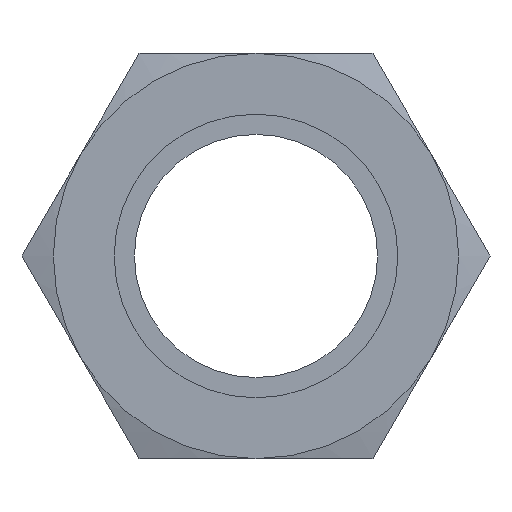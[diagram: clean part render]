
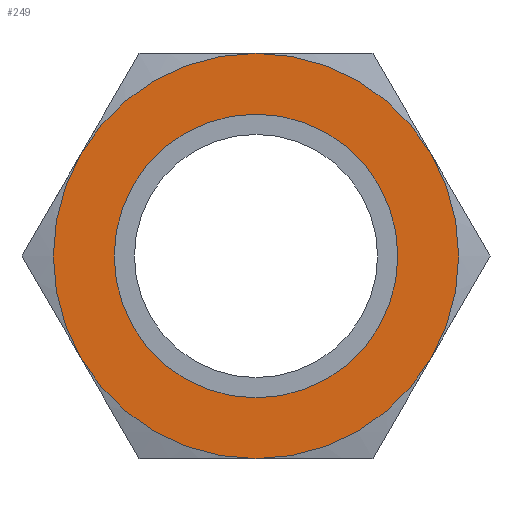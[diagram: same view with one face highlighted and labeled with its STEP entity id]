
A CAD part, left-side view. The second image highlights one B-rep face of the part: STEP entity #249.
In plain terms, the highlighted face is planar.
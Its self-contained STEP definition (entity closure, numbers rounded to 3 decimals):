
#249 = ADVANCED_FACE( '', ( #538, #539 ), #540, .F. );
#538 = FACE_BOUND( '', #886, .T. );
#539 = FACE_OUTER_BOUND( '', #887, .T. );
#540 = PLANE( '', #888 );
#886 = EDGE_LOOP( '', ( #1405 ) );
#887 = EDGE_LOOP( '', ( #1406, #1407, #1408, #1409, #1410, #1411 ) );
#888 = AXIS2_PLACEMENT_3D( '', #1412, #1413, #1414 );
#1405 = ORIENTED_EDGE( '', *, *, #2114, .F. );
#1406 = ORIENTED_EDGE( '', *, *, #2115, .T. );
#1407 = ORIENTED_EDGE( '', *, *, #2116, .T. );
#1408 = ORIENTED_EDGE( '', *, *, #2117, .T. );
#1409 = ORIENTED_EDGE( '', *, *, #2118, .T. );
#1410 = ORIENTED_EDGE( '', *, *, #2119, .T. );
#1411 = ORIENTED_EDGE( '', *, *, #2120, .T. );
#1412 = CARTESIAN_POINT( '', ( 24., 30., 0. ) );
#1413 = DIRECTION( '', ( -1., 0., 0. ) );
#1414 = DIRECTION( '', ( 0., 0., 1. ) );
#2114 = EDGE_CURVE( '', #2538, #2538, #2539, .F. );
#2115 = EDGE_CURVE( '', #2540, #2372, #2541, .T. );
#2116 = EDGE_CURVE( '', #2372, #2542, #2543, .T. );
#2117 = EDGE_CURVE( '', #2542, #2544, #2545, .T. );
#2118 = EDGE_CURVE( '', #2544, #2546, #2547, .T. );
#2119 = EDGE_CURVE( '', #2546, #2548, #2549, .T. );
#2120 = EDGE_CURVE( '', #2548, #2540, #2550, .T. );
#2372 = VERTEX_POINT( '', #2905 );
#2538 = VERTEX_POINT( '', #3189 );
#2539 = CIRCLE( '', #3190, 21. );
#2540 = VERTEX_POINT( '', #3191 );
#2541 = CIRCLE( '', #3192, 30. );
#2542 = VERTEX_POINT( '', #3193 );
#2543 = CIRCLE( '', #3194, 30. );
#2544 = VERTEX_POINT( '', #3195 );
#2545 = CIRCLE( '', #3196, 30. );
#2546 = VERTEX_POINT( '', #3197 );
#2547 = CIRCLE( '', #3198, 30. );
#2548 = VERTEX_POINT( '', #3199 );
#2549 = CIRCLE( '', #3200, 30. );
#2550 = CIRCLE( '', #3201, 30. );
#2905 = CARTESIAN_POINT( '', ( 24., 25.981, -15. ) );
#3189 = CARTESIAN_POINT( '', ( 24., 0., 21. ) );
#3190 = AXIS2_PLACEMENT_3D( '', #3732, #3733, #3734 );
#3191 = CARTESIAN_POINT( '', ( 24., 0., -30. ) );
#3192 = AXIS2_PLACEMENT_3D( '', #3735, #3736, #3737 );
#3193 = CARTESIAN_POINT( '', ( 24., 25.981, 15. ) );
#3194 = AXIS2_PLACEMENT_3D( '', #3738, #3739, #3740 );
#3195 = CARTESIAN_POINT( '', ( 24., 0., 30. ) );
#3196 = AXIS2_PLACEMENT_3D( '', #3741, #3742, #3743 );
#3197 = CARTESIAN_POINT( '', ( 24., -25.981, 15. ) );
#3198 = AXIS2_PLACEMENT_3D( '', #3744, #3745, #3746 );
#3199 = CARTESIAN_POINT( '', ( 24., -25.981, -15. ) );
#3200 = AXIS2_PLACEMENT_3D( '', #3747, #3748, #3749 );
#3201 = AXIS2_PLACEMENT_3D( '', #3750, #3751, #3752 );
#3732 = CARTESIAN_POINT( '', ( 24., 0., 0. ) );
#3733 = DIRECTION( '', ( -1., 0., 0. ) );
#3734 = DIRECTION( '', ( 0., 0., 1. ) );
#3735 = CARTESIAN_POINT( '', ( 24., 0., 0. ) );
#3736 = DIRECTION( '', ( 1., 0., 0. ) );
#3737 = DIRECTION( '', ( 0., 0., -1. ) );
#3738 = CARTESIAN_POINT( '', ( 24., 0., 0. ) );
#3739 = DIRECTION( '', ( 1., 0., 0. ) );
#3740 = DIRECTION( '', ( 0., 0., -1. ) );
#3741 = CARTESIAN_POINT( '', ( 24., 0., 0. ) );
#3742 = DIRECTION( '', ( 1., 0., 0. ) );
#3743 = DIRECTION( '', ( 0., 0., -1. ) );
#3744 = CARTESIAN_POINT( '', ( 24., 0., 0. ) );
#3745 = DIRECTION( '', ( 1., 0., 0. ) );
#3746 = DIRECTION( '', ( 0., 0., -1. ) );
#3747 = CARTESIAN_POINT( '', ( 24., 0., 0. ) );
#3748 = DIRECTION( '', ( 1., 0., 0. ) );
#3749 = DIRECTION( '', ( 0., 0., -1. ) );
#3750 = CARTESIAN_POINT( '', ( 24., 0., 0. ) );
#3751 = DIRECTION( '', ( 1., 0., 0. ) );
#3752 = DIRECTION( '', ( 0., 0., -1. ) );
